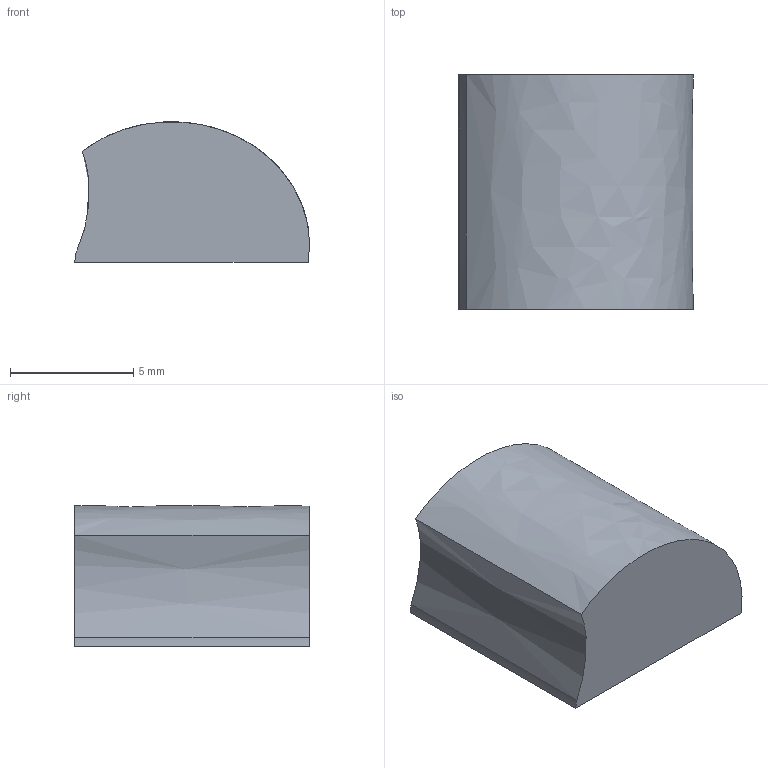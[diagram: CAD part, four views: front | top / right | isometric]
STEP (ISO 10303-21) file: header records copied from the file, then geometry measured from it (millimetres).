
FILE_DESCRIPTION(('HOOPS Exchange Step'),'2;1');
FILE_NAME('temp_export','2024-05-06T00:08:35-07:00',('puck'),('Shapr3D Limited'),'HOOPS Exchange 2024.2','Shapr3D','Authorized');
FILE_SCHEMA( ('AUTOMOTIVE_DESIGN { 1 0 10303 214 1 1 1 1 }') );
Length unit declared in the file: millimetre
Products named in the file (1): Body 06 (1)*1
Bounding box: 9.53 x 9.5 x 5.69 mm (x, y, z)
Volume: 423.3 mm3; surface area: 345.5 mm2
Topology: 1 solids, 1 shells, 6 faces, 12 edges, 8 vertices
Faces by surface type: plane 3, bspline 2, cylinder 1
Entity records: 337 total; most frequent: CARTESIAN_POINT 189, ORIENTED_EDGE 24, DIRECTION 20, EDGE_CURVE 12, VERTEX_POINT 8, AXIS2_PLACEMENT_3D 7, VECTOR 6, LINE 6
